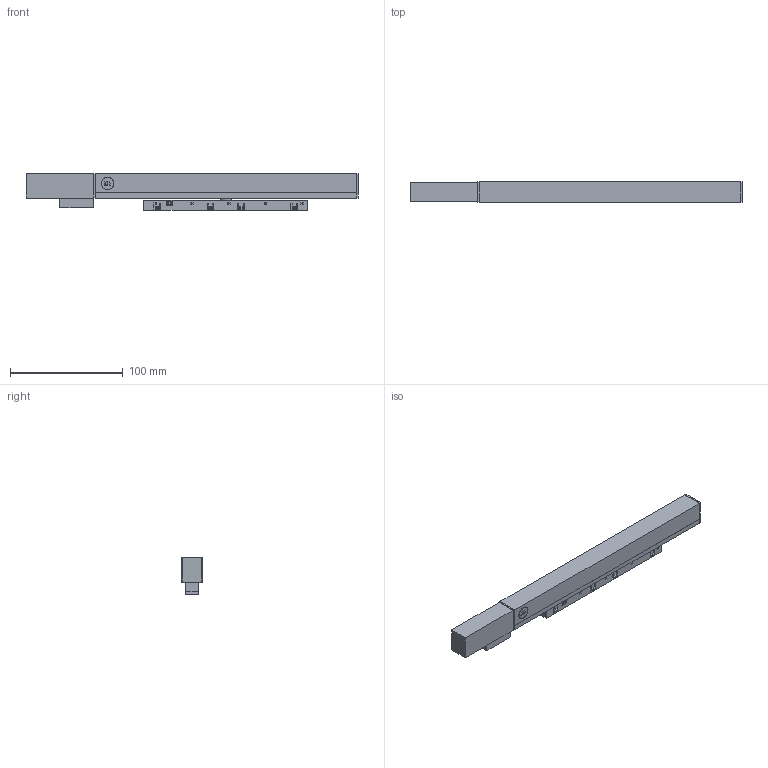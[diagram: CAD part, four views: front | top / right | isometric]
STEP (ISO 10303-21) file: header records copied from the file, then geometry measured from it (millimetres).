
FILE_DESCRIPTION(/* description */ (''),/* implementation_level */ '2;1');
FILE_NAME(/* name */ 'NA0006.step',/* time_stamp */ '2026-03-02T13:08:06+01:00',/* author */ (''),/* organization */ (''),/* preprocessor_version */ 'ST-DEVELOPER v20.1',/* originating_system */ 'Autodesk Translation Framework v14.24.0.0',/* authorisation */ '');
FILE_SCHEMA (('AUTOMOTIVE_DESIGN { 1 0 10303 214 3 1 1 }'));
Length unit declared in the file: millimetre
Products named in the file (4): NA0006; Adaptor; Zaczep 1; Zaczep 2
Assembly tree (3 placements, depth 3):
  NA0006
    Adaptor
      Zaczep 1
      Zaczep 2
Bounding box: 294.8 x 18.5 x 32.75 mm (x, y, z)
Volume: 114589.3 mm3; surface area: 49447.8 mm2
Topology: 15 solids, 16 shells, 633 faces, 1660 edges, 1101 vertices
Faces by surface type: plane 441, cylinder 174, bspline 12, cone 6
Full cylindrical faces by diameter (mm): 1 x3, 1.35 x1, 1.85 x3, 2.355 x4, 2.356 x4, 2.529 x4, 2.927 x14, 3.086 x2, 3.9 x2, 5 x2, 5.8 x1, 10 x1, 10.75 x1, 11.25 x1
Entity records: 24261 total; most frequent: CARTESIAN_POINT 8634, ORIENTED_EDGE 3316, DIRECTION 2995, EDGE_CURVE 1658, LINE 1255, VECTOR 1255, VERTEX_POINT 1101, AXIS2_PLACEMENT_3D 870
